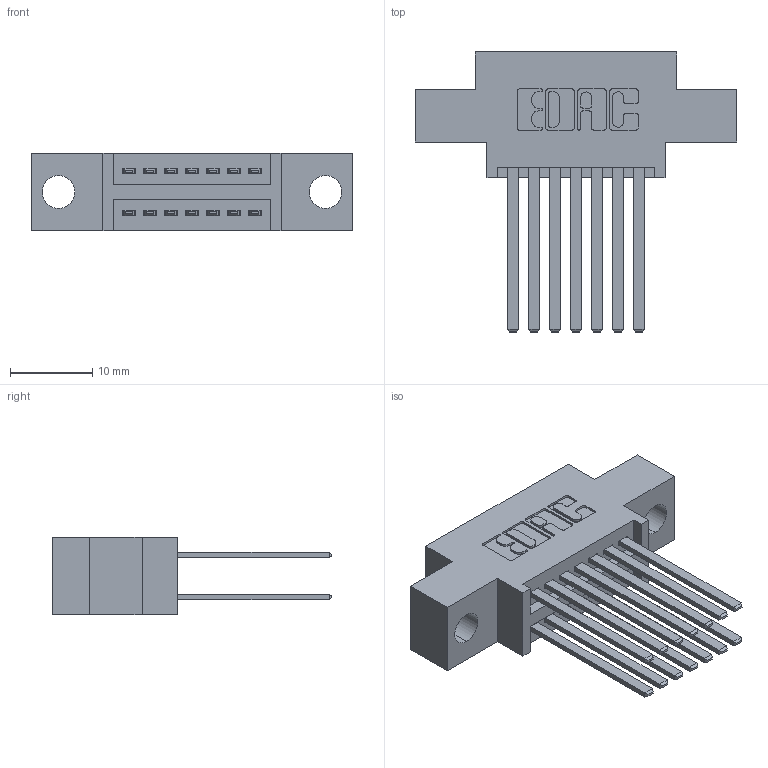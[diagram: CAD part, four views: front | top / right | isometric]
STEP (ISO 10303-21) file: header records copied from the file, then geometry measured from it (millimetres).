
FILE_DESCRIPTION (( 'STEP AP203' ), '1' );
FILE_NAME ('345-014-544-804.STEP', '2021-05-19T16:05:05', ( '' ), ( '' ), 'SwSTEP 2.0', 'SolidWorks 2020', '' );
FILE_SCHEMA (( 'CONFIG_CONTROL_DESIGN' ));
Length unit declared in the file: inch
Products named in the file (3): 345 Part_0.170 Offset - 0.156 Dia-TI; 345-014-544-804; 345-292-001_345-293-144
Assembly tree (15 placements, depth 2):
  345-014-544-804
    345 Part_0.170 Offset - 0.156 Dia-TI
    345-292-001_345-293-144  x14
Bounding box: 38.99 x 33.96 x 9.4 mm (x, y, z)
Volume: 3439.5 mm3; surface area: 4976.5 mm2
Topology: 15 solids, 15 shells, 760 faces, 2223 edges, 1462 vertices
Faces by surface type: plane 504, cylinder 256
Entity records: 10571 total; most frequent: CARTESIAN_POINT 1810, ORIENTED_EDGE 1742, DIRECTION 1635, EDGE_CURVE 871, VECTOR 715, LINE 715, VERTEX_POINT 578, AXIS2_PLACEMENT_3D 460
